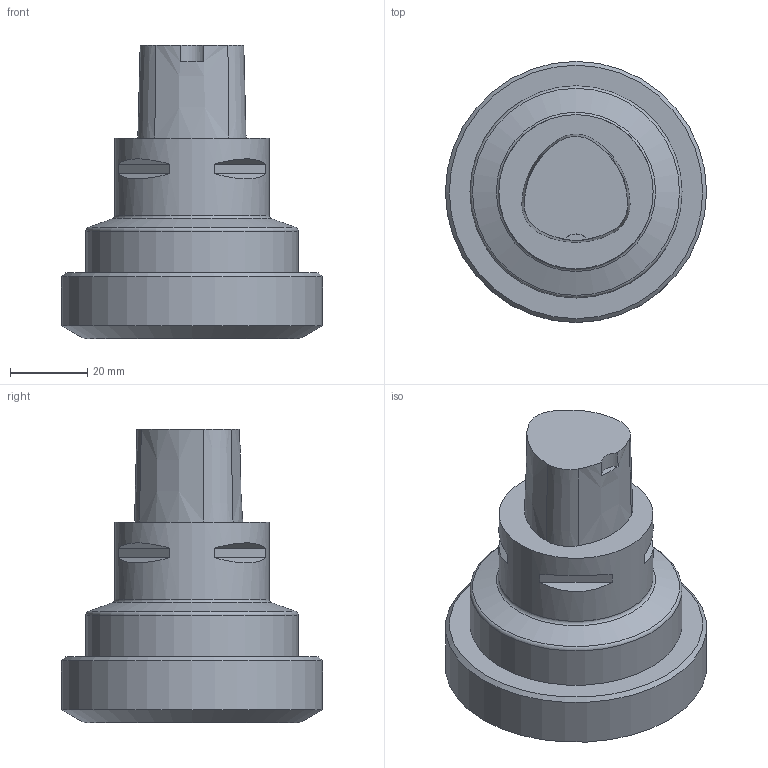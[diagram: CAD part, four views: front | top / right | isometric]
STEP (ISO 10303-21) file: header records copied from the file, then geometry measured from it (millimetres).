
FILE_DESCRIPTION(/* description */ (''),/* implementation_level */ '2;1');
FILE_NAME(/* name */ '1536580948375.stp',/* time_stamp */ '2018-09-10T14:02:34+02:00',/* author */ (''),/* organization */ ('SMS'),/* preprocessor_version */ 'ST-DEVELOPER v15',/* originating_system */ 'SIEMENS PLM Software NX 8.5',/* authorisation */ '');
FILE_SCHEMA (('AUTOMOTIVE_DESIGN { 1 0 10303 214 3 1 1 1 }'));
Length unit declared in the file: millimetre
Products named in the file (1): 201793046mod000_00
Bounding box: 67.7 x 67.7 x 76 mm (x, y, z)
Volume: 130970.2 mm3; surface area: 16914.7 mm2
Topology: 1 solids, 1 shells, 33 faces, 68 edges, 47 vertices
Faces by surface type: plane 18, cone 9, cylinder 4, torus 2
Full cylindrical faces by diameter (mm): 40 x1, 55 x1, 67.7 x1
Entity records: 907 total; most frequent: DIRECTION 166, CARTESIAN_POINT 148, ORIENTED_EDGE 118, AXIS2_PLACEMENT_3D 72, EDGE_CURVE 59, EDGE_LOOP 48, VERTEX_POINT 43, ADVANCED_FACE 33
